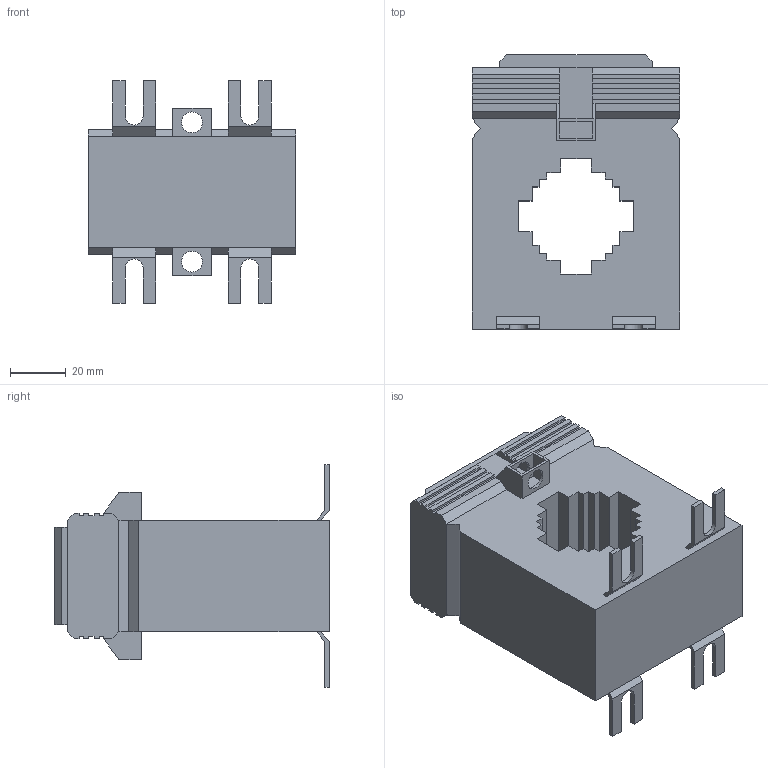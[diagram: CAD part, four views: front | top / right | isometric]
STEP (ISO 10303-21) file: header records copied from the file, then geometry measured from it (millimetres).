
FILE_DESCRIPTION(/* description */ (''),/* implementation_level */ '2;1');
FILE_NAME(/* name */ '3d_DM1TP0400FKIT.stp',/* time_stamp */ '2018-08-24T14:37:05+02:00',/* author */ ('Andrzej'),/* organization */ (''),/* preprocessor_version */ 'ST-DEVELOPER v16.13',/* originating_system */ 'AutoCAD Mechanical',/* authorisation */ '');
FILE_SCHEMA (('AUTOMOTIVE_DESIGN { 1 0 10303 214 3 1 1 }'));
Length unit declared in the file: millimetre
Products named in the file (1): Product
Bounding box: 74.5 x 98.5 x 80 mm (x, y, z)
Volume: 248968 mm3; surface area: 37601.7 mm2
Topology: 1 solids, 1 shells, 193 faces, 536 edges, 352 vertices
Faces by surface type: plane 185, cylinder 8
Full cylindrical faces by diameter (mm): 7.5 x4
Entity records: 6061 total; most frequent: CARTESIAN_POINT 1078, ORIENTED_EDGE 1064, DIRECTION 936, EDGE_CURVE 532, LINE 516, VECTOR 516, VERTEX_POINT 352, EDGE_LOOP 214
